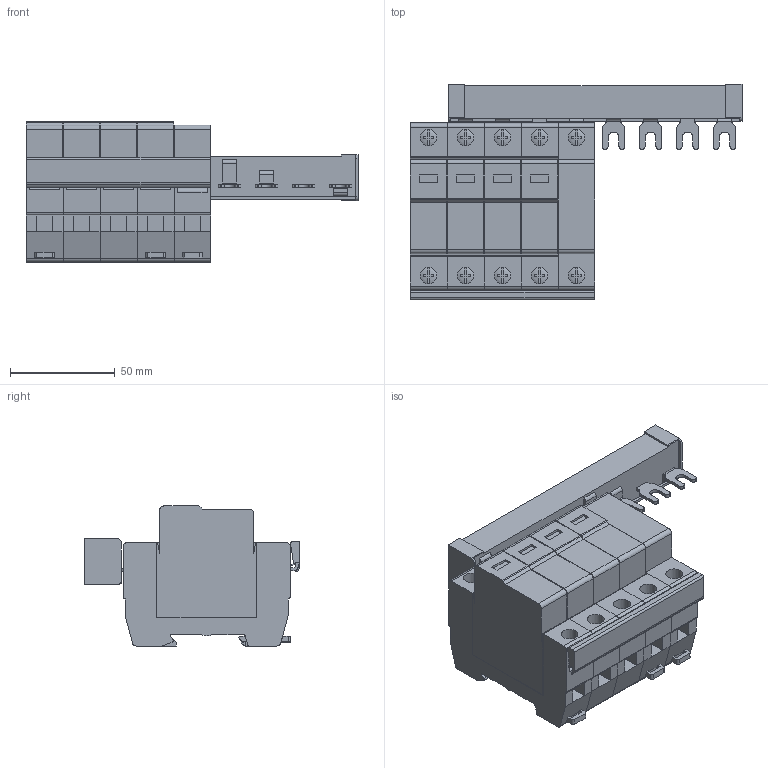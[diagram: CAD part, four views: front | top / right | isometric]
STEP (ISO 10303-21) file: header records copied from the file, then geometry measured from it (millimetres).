
FILE_DESCRIPTION(/* description */ ('STEP AP242','CAx-IF Rec.Pracs.---Representation and Presentation of Product Manufacturing Information (PMI)---4.0---2014-10-13','CAx-IF Rec.Pracs.---3D Tessellated Geometry---0.4---2014-09-14','2;1'),/* implementation_level */ '2;1');
FILE_NAME(/* name */ 'eaton-sp_c_3p_npe_bb-3d-model',/* time_stamp */ '2024-08-20T08:48:07+02:00',/* author */ ('License CC BY-ND 4.0'),/* organization */ ('CADENAS'),/* preprocessor_version */ 'ST-DEVELOPER v19.3',/* originating_system */ 'PARTsolutions',/* authorisation */ ' ');
FILE_SCHEMA (('AP242_MANAGED_MODEL_BASED_3D_ENGINEERING_MIM_LF { 1 0 10303 442 1 1 4 }'));
Length unit declared in the file: millimetre
Products named in the file (6): 167630; 167630_p1; 167630_p2; 167630p4; 167630p5; 167630p3
Assembly tree (7 placements, depth 2):
  167630
    167630_p1  x2
    167630_p2  x2
    167630p4
    167630p5
    167630p3
Bounding box: 158.8 x 103.2 x 67 mm (x, y, z)
Volume: 420603.5 mm3; surface area: 103665.5 mm2
Topology: 7 solids, 7 shells, 1077 faces, 2958 edges, 1948 vertices
Faces by surface type: plane 728, cylinder 319, sphere 20, cone 10
Full cylindrical faces by diameter (mm): 5 x10, 8 x10, 10.3 x10
Entity records: 24075 total; most frequent: CARTESIAN_POINT 4249, DIRECTION 4142, ORIENTED_EDGE 4100, EDGE_CURVE 2050, LINE 1440, VECTOR 1440, VERTEX_POINT 1362, AXIS2_PLACEMENT_3D 1351
